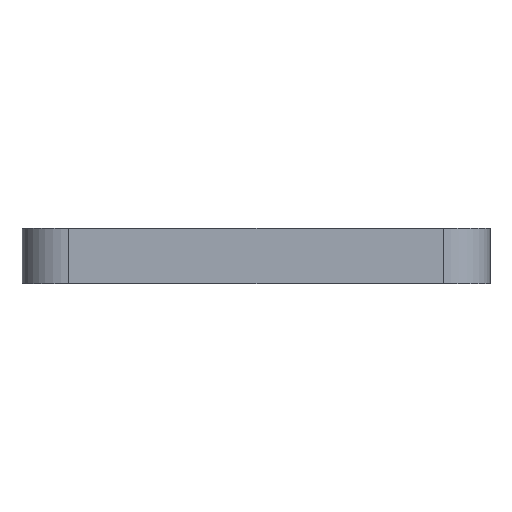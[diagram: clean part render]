
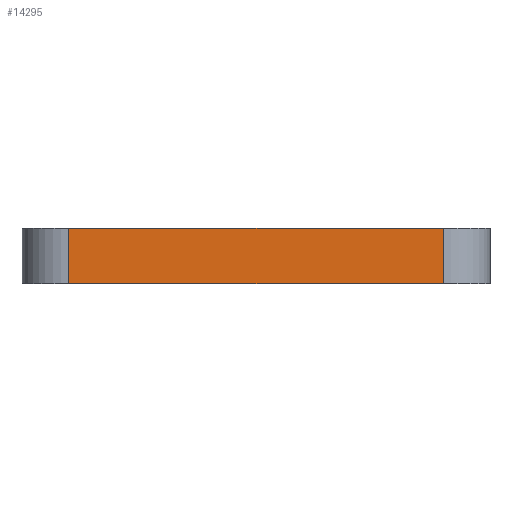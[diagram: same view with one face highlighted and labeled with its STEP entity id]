
A CAD part, front view. The second image highlights one B-rep face of the part: STEP entity #14295.
In plain terms, the highlighted planar face has unit normal (0, -1, 0).
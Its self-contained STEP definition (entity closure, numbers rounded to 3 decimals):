
#5 = VERTEX_POINT ( 'NONE', #13801 ) ;
#1839 = EDGE_CURVE ( 'NONE', #5715, #5718, #15302, .T. ) ;
#1843 = EDGE_CURVE ( 'NONE', #5718, #5, #15309, .T. ) ;
#1846 = EDGE_CURVE ( 'NONE', #5715, #5768, #15312, .T. ) ;
#1847 = EDGE_CURVE ( 'NONE', #5768, #5, #15315, .T. ) ;
#5715 = VERTEX_POINT ( 'NONE', #6657 ) ;
#5718 = VERTEX_POINT ( 'NONE', #6660 ) ;
#5768 = VERTEX_POINT ( 'NONE', #6710 ) ;
#6657 = CARTESIAN_POINT ( 'NONE',  ( -16., -20., -4.75 ) ) ;
#6660 = CARTESIAN_POINT ( 'NONE',  ( 16., -20., -4.75 ) ) ;
#6710 = CARTESIAN_POINT ( 'NONE',  ( -16., -20., 0. ) ) ;
#9294 = FACE_OUTER_BOUND ( 'NONE', #11071, .T. ) ;
#9887 = CARTESIAN_POINT ( 'NONE',  ( 0., -20., -4.75 ) ) ;
#9888 = PLANE ( 'NONE',  #12875 ) ;
#9890 = DIRECTION ( 'NONE',  ( 0., -1., 0. ) ) ;
#9891 = DIRECTION ( 'NONE',  ( 0., 0., -1. ) ) ;
#11071 = EDGE_LOOP ( 'NONE', ( #16701, #16682, #16546, #16383 ) ) ;
#12875 = AXIS2_PLACEMENT_3D ( 'NONE', #9887, #9890, #9891 ) ;
#13631 = CARTESIAN_POINT ( 'NONE',  ( 0., -20., -4.75 ) ) ;
#13637 = DIRECTION ( 'NONE',  ( 1., 0., 0. ) ) ;
#13639 = CARTESIAN_POINT ( 'NONE',  ( 16., -20., -4.75 ) ) ;
#13643 = CARTESIAN_POINT ( 'NONE',  ( -16., -20., -4.75 ) ) ;
#13647 = DIRECTION ( 'NONE',  ( 0., 0., 1. ) ) ;
#13654 = DIRECTION ( 'NONE',  ( 0., 0., 1. ) ) ;
#13655 = CARTESIAN_POINT ( 'NONE',  ( 0., -20., 0. ) ) ;
#13656 = DIRECTION ( 'NONE',  ( 1., 0., 0. ) ) ;
#13801 = CARTESIAN_POINT ( 'NONE',  ( 16., -20., 0. ) ) ;
#14295 = ADVANCED_FACE ( 'NONE', ( #9294 ), #9888, .T. ) ;
#15299 = VECTOR ( 'NONE', #13637, 1000. ) ;
#15302 = LINE ( 'NONE', #13631, #15299 ) ;
#15305 = VECTOR ( 'NONE', #13647, 1000. ) ;
#15309 = LINE ( 'NONE', #13639, #15305 ) ;
#15312 = LINE ( 'NONE', #13643, #15314 ) ;
#15314 = VECTOR ( 'NONE', #13654, 1000. ) ;
#15315 = LINE ( 'NONE', #13655, #15316 ) ;
#15316 = VECTOR ( 'NONE', #13656, 1000. ) ;
#16383 = ORIENTED_EDGE ( 'NONE', *, *, #1843, .T. ) ;
#16546 = ORIENTED_EDGE ( 'NONE', *, *, #1839, .T. ) ;
#16682 = ORIENTED_EDGE ( 'NONE', *, *, #1846, .F. ) ;
#16701 = ORIENTED_EDGE ( 'NONE', *, *, #1847, .F. ) ;
